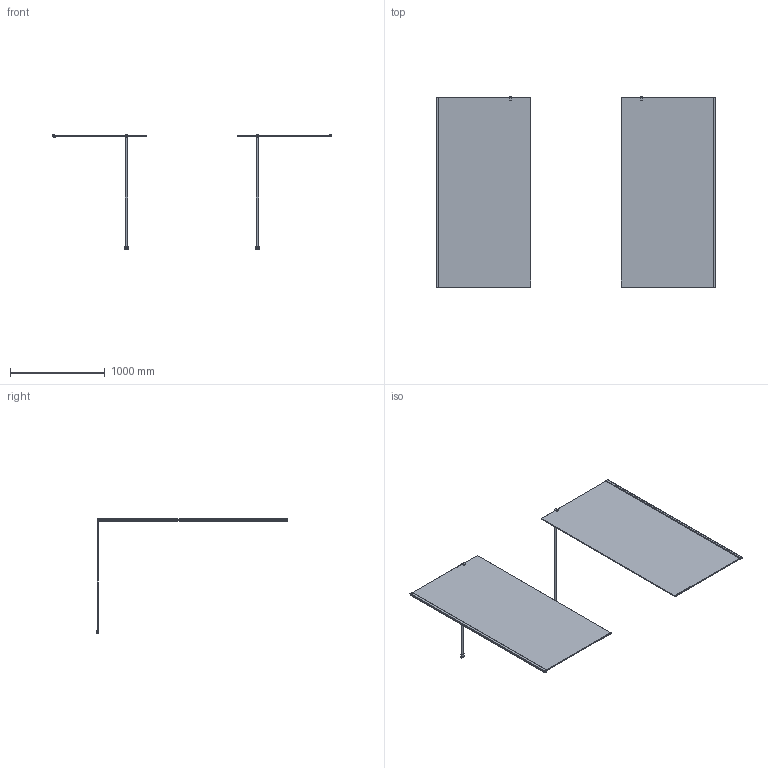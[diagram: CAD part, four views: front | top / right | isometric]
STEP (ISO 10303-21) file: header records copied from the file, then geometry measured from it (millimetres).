
FILE_DESCRIPTION (( 'STEP AP214' ), '1' );
FILE_NAME ('11.STEP', '2020-12-15T12:55:51', ( '' ), ( '' ), 'SwSTEP 2.0', 'SolidWorks 2010', '' );
FILE_SCHEMA (( 'AUTOMOTIVE_DESIGN' ));
Length unit declared in the file: millimetre
Products named in the file (13): LW-1021; Bottom seal for fixed glass - 萵掛; LW-C; LP-3074; LP-3075; 11; Straight bracing bar; 10X30-1150; LW-1421; LW-3518; LP-3084; 10mmDBJT; Fixed glass1000X2000
Assembly tree (18 placements, depth 3):
  11
    Bottom seal for fixed glass - 萵掛  x2
    Straight bracing bar  x2
      LP-3074
      10X30-1150
      LP-3075
      LW-1421
      LW-3518
      LW-1021
    LW-C  x2
    10mmDBJT  x2
    Fixed glass1000X2000  x2
    LP-3084  x2
Bounding box: 2951.82 x 2011.5 x 1215 mm (x, y, z)
Volume: 40693843.3 mm3; surface area: 9908761.9 mm2
Topology: 24 solids, 24 shells, 1666 faces, 4134 edges, 2548 vertices
Faces by surface type: plane 792, cylinder 364, bspline 322, torus 108, sphere 64, cone 16
Entity records: 40814 total; most frequent: CARTESIAN_POINT 20565, ORIENTED_EDGE 4066, DIRECTION 3499, EDGE_CURVE 2033, VERTEX_POINT 1274, VECTOR 1271, LINE 1271, AXIS2_PLACEMENT_3D 1114
